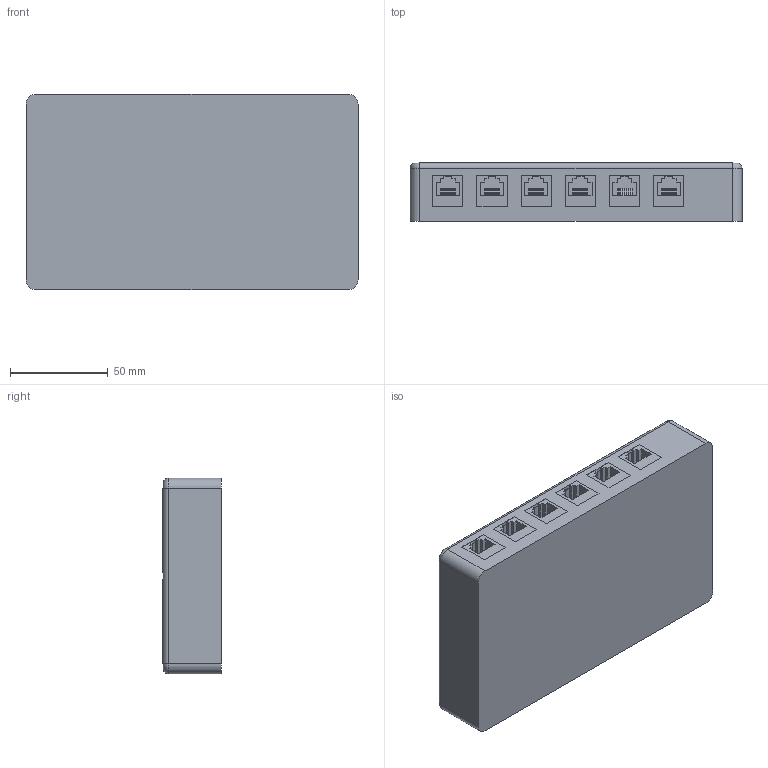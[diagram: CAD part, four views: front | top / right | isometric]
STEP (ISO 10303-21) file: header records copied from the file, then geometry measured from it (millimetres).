
FILE_DESCRIPTION (( 'STEP AP203' ), '1' );
FILE_NAME ('SMM45-6W.STEP', '2010-10-01T15:09:25', ( 'x' ), ( 'Microsoft' ), 'SwSTEP 2.0', 'SolidWorks 2010', '' );
FILE_SCHEMA (( 'CONFIG_CONTROL_DESIGN' ));
Length unit declared in the file: inch
Products named in the file (3): SMM45-6W-MA1; SMM45-6W; SP17442-MA21
Assembly tree (7 placements, depth 2):
  SMM45-6W
    SP17442-MA21  x6
    SMM45-6W-MA1
Bounding box: 169.93 x 30.02 x 100.08 mm (x, y, z)
Volume: 449234.6 mm3; surface area: 81578.5 mm2
Topology: 7 solids, 7 shells, 501 faces, 1400 edges, 930 vertices
Faces by surface type: plane 438, cylinder 59, torus 4
Entity records: 7679 total; most frequent: CARTESIAN_POINT 1271, ORIENTED_EDGE 1240, DIRECTION 1224, EDGE_CURVE 620, VECTOR 498, LINE 498, VERTEX_POINT 410, AXIS2_PLACEMENT_3D 363
